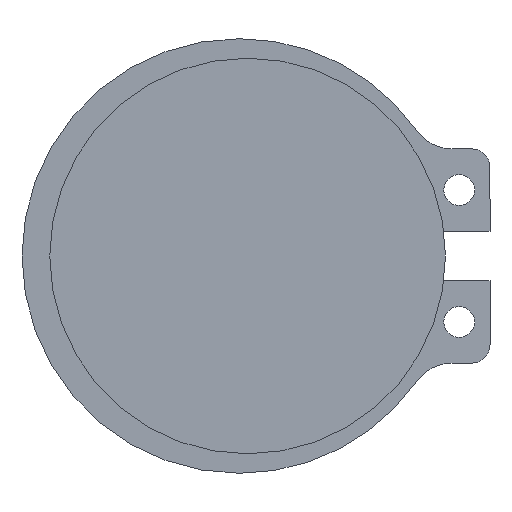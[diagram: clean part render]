
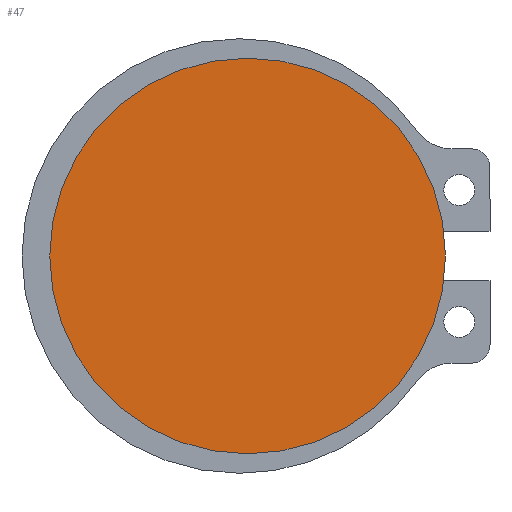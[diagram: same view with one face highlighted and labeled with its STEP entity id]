
A CAD part, left-side view. The second image highlights one B-rep face of the part: STEP entity #47.
In plain terms, the highlighted planar face has unit normal (-1, 0, 0).
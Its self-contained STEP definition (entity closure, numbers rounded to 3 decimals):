
#7 = AXIS2_PLACEMENT_3D ( 'NONE', #446, #225, #880 ) ;
#9 = CIRCLE ( 'NONE', #7, 16.05 ) ;
#47 = ADVANCED_FACE ( 'NONE', ( #642 ), #1146, .F. ) ;
#88 = EDGE_CURVE ( 'NONE', #310, #864, #767, .T. ) ;
#121 = ORIENTED_EDGE ( 'NONE', *, *, #88, .T. ) ;
#134 = CARTESIAN_POINT ( 'NONE',  ( 0., 0., 16.05 ) ) ;
#204 = DIRECTION ( 'NONE',  ( 1., 0., 0. ) ) ;
#225 = DIRECTION ( 'NONE',  ( -1., 0., 0. ) ) ;
#226 = DIRECTION ( 'NONE',  ( 0., 0., 1. ) ) ;
#282 = ORIENTED_EDGE ( 'NONE', *, *, #827, .T. ) ;
#310 = VERTEX_POINT ( 'NONE', #360 ) ;
#317 = CARTESIAN_POINT ( 'NONE',  ( 0., 0., 0. ) ) ;
#360 = CARTESIAN_POINT ( 'NONE',  ( 0., 0., -16.05 ) ) ;
#446 = CARTESIAN_POINT ( 'NONE',  ( 0., 0., 0. ) ) ;
#595 = AXIS2_PLACEMENT_3D ( 'NONE', #317, #204, #859 ) ;
#642 = FACE_OUTER_BOUND ( 'NONE', #1335, .T. ) ;
#754 = AXIS2_PLACEMENT_3D ( 'NONE', #866, #871, #226 ) ;
#767 = CIRCLE ( 'NONE', #754, 16.05 ) ;
#827 = EDGE_CURVE ( 'NONE', #864, #310, #9, .T. ) ;
#859 = DIRECTION ( 'NONE',  ( 0., 0., -1. ) ) ;
#864 = VERTEX_POINT ( 'NONE', #134 ) ;
#866 = CARTESIAN_POINT ( 'NONE',  ( 0., 0., 0. ) ) ;
#871 = DIRECTION ( 'NONE',  ( -1., 0., 0. ) ) ;
#880 = DIRECTION ( 'NONE',  ( 0., 0., 1. ) ) ;
#1146 = PLANE ( 'NONE',  #595 ) ;
#1335 = EDGE_LOOP ( 'NONE', ( #282, #121 ) ) ;
